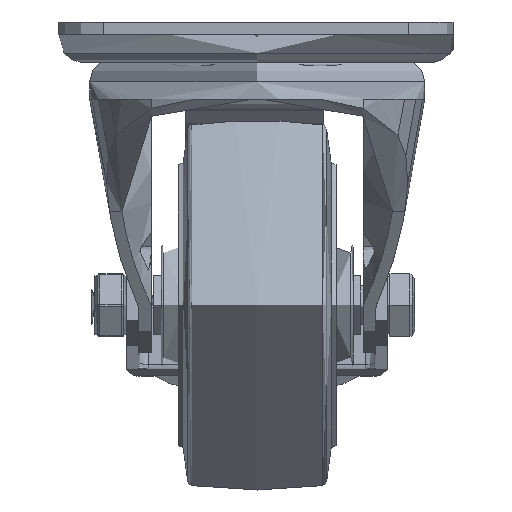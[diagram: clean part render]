
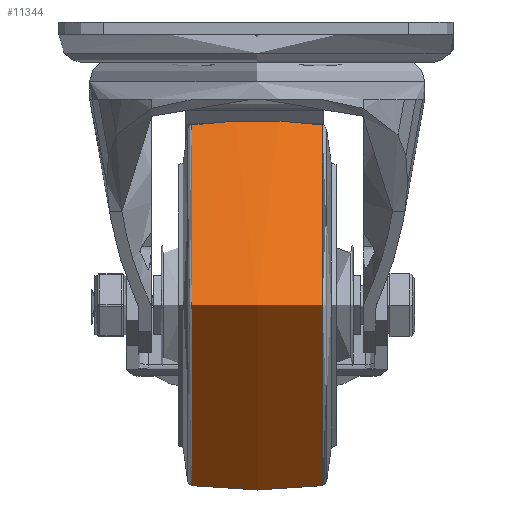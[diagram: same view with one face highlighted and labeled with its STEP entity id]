
A CAD part, left-side view. The second image highlights one B-rep face of the part: STEP entity #11344.
In plain terms, the highlighted free-form (B-spline) face has degree [2, 2] with [3, 9] control points.
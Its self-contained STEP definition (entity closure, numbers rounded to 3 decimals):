
#441=(
BOUNDED_SURFACE()
B_SPLINE_SURFACE(2,2,((#24404,#24405,#24406,#24407,#24408,#24409,#24410,
#24411,#24412),(#24413,#24414,#24415,#24416,#24417,#24418,#24419,#24420,
#24421),(#24422,#24423,#24424,#24425,#24426,#24427,#24428,#24429,#24430)),
 .UNSPECIFIED.,.F.,.T.,.F.)
B_SPLINE_SURFACE_WITH_KNOTS((3,3),(3,2,2,2,3),(-0.135,0.135),
(-3.142,-1.571,0.,1.571,3.142),
 .UNSPECIFIED.)
GEOMETRIC_REPRESENTATION_ITEM()
RATIONAL_B_SPLINE_SURFACE(((1.,0.707,1.,0.707,1.,
0.707,1.,0.707,1.),(0.991,0.701,
0.991,0.701,0.991,0.701,
0.991,0.701,0.991),(1.,0.707,
1.,0.707,1.,0.707,1.,0.707,1.)))
REPRESENTATION_ITEM('')
SURFACE()
);
#2773=FACE_OUTER_BOUND('',#3516,.T.);
#3516=EDGE_LOOP('',(#9157,#9158,#9159,#9160));
#4191=CIRCLE('',#12524,36.606);
#4192=CIRCLE('',#12525,98.5);
#4193=CIRCLE('',#12526,36.606);
#5225=VERTEX_POINT('',#24401);
#5226=VERTEX_POINT('',#24431);
#6586=EDGE_CURVE('',#5225,#5225,#4191,.T.);
#6587=EDGE_CURVE('',#5225,#5226,#4192,.T.);
#6588=EDGE_CURVE('',#5226,#5226,#4193,.T.);
#9157=ORIENTED_EDGE('',*,*,#6586,.F.);
#9158=ORIENTED_EDGE('',*,*,#6587,.T.);
#9159=ORIENTED_EDGE('',*,*,#6588,.T.);
#9160=ORIENTED_EDGE('',*,*,#6587,.F.);
#11344=ADVANCED_FACE('',(#2773),#441,.F.);
#12524=AXIS2_PLACEMENT_3D('',#24403,#14875,#14876);
#12525=AXIS2_PLACEMENT_3D('',#24432,#14877,#14878);
#12526=AXIS2_PLACEMENT_3D('',#24433,#14879,#14880);
#14875=DIRECTION('center_axis',(0.,-1.,0.));
#14876=DIRECTION('ref_axis',(0.,0.,1.));
#14877=DIRECTION('center_axis',(-1.,0.,0.));
#14878=DIRECTION('ref_axis',(0.,0.,1.));
#14879=DIRECTION('center_axis',(0.,-1.,0.));
#14880=DIRECTION('ref_axis',(0.,0.,1.));
#24401=CARTESIAN_POINT('',(0.,-13.244,36.606));
#24403=CARTESIAN_POINT('Origin',(0.,-13.244,0.));
#24404=CARTESIAN_POINT('Ctrl Pts',(0.,13.244,36.606));
#24405=CARTESIAN_POINT('Ctrl Pts',(-36.606,13.244,36.606));
#24406=CARTESIAN_POINT('Ctrl Pts',(-36.606,13.244,0.));
#24407=CARTESIAN_POINT('Ctrl Pts',(-36.606,13.244,-36.606));
#24408=CARTESIAN_POINT('Ctrl Pts',(0.,13.244,-36.606));
#24409=CARTESIAN_POINT('Ctrl Pts',(36.606,13.244,-36.606));
#24410=CARTESIAN_POINT('Ctrl Pts',(36.606,13.244,0.));
#24411=CARTESIAN_POINT('Ctrl Pts',(36.606,13.244,36.606));
#24412=CARTESIAN_POINT('Ctrl Pts',(0.,13.244,36.606));
#24413=CARTESIAN_POINT('Ctrl Pts',(0.,0.,38.403));
#24414=CARTESIAN_POINT('Ctrl Pts',(-38.403,0.,
38.403));
#24415=CARTESIAN_POINT('Ctrl Pts',(-38.403,0.,
0.));
#24416=CARTESIAN_POINT('Ctrl Pts',(-38.403,0.,
-38.403));
#24417=CARTESIAN_POINT('Ctrl Pts',(0.,0.,-38.403));
#24418=CARTESIAN_POINT('Ctrl Pts',(38.403,0.,
-38.403));
#24419=CARTESIAN_POINT('Ctrl Pts',(38.403,0.,
0.));
#24420=CARTESIAN_POINT('Ctrl Pts',(38.403,0.,
38.403));
#24421=CARTESIAN_POINT('Ctrl Pts',(0.,0.,38.403));
#24422=CARTESIAN_POINT('Ctrl Pts',(0.,-13.244,36.606));
#24423=CARTESIAN_POINT('Ctrl Pts',(-36.606,-13.244,
36.606));
#24424=CARTESIAN_POINT('Ctrl Pts',(-36.606,-13.244,
0.));
#24425=CARTESIAN_POINT('Ctrl Pts',(-36.606,-13.244,
-36.606));
#24426=CARTESIAN_POINT('Ctrl Pts',(0.,-13.244,-36.606));
#24427=CARTESIAN_POINT('Ctrl Pts',(36.606,-13.244,-36.606));
#24428=CARTESIAN_POINT('Ctrl Pts',(36.606,-13.244,0.));
#24429=CARTESIAN_POINT('Ctrl Pts',(36.606,-13.244,36.606));
#24430=CARTESIAN_POINT('Ctrl Pts',(0.,-13.244,36.606));
#24431=CARTESIAN_POINT('',(0.,13.244,36.606));
#24432=CARTESIAN_POINT('Origin',(0.,0.,
-61.));
#24433=CARTESIAN_POINT('Origin',(0.,13.244,0.));
